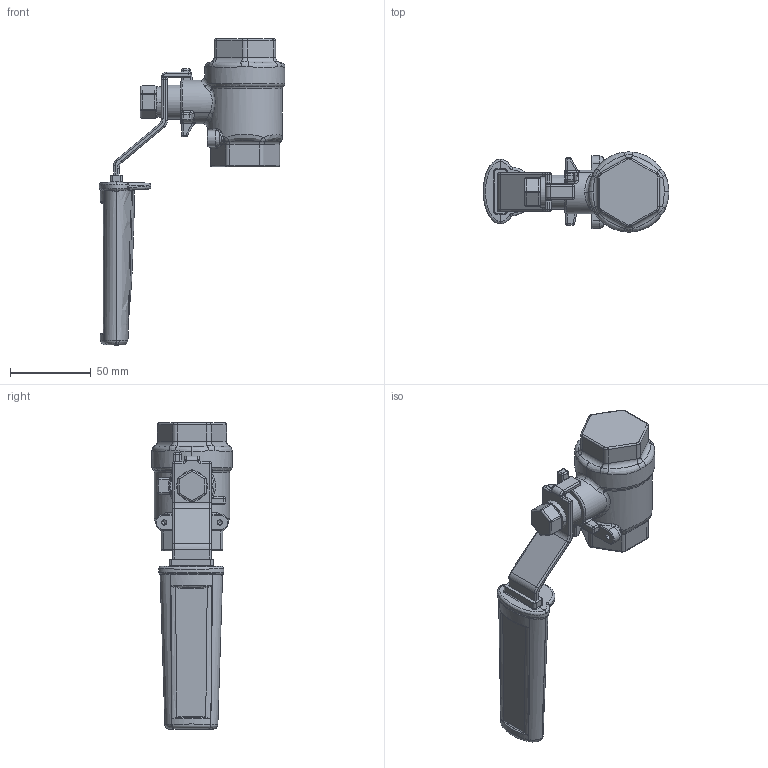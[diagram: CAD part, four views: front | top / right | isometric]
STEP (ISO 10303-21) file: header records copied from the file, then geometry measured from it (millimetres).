
FILE_DESCRIPTION(('CATIA V5 STEP Exchange'),'2;1');
FILE_NAME('STEP_240600_-_TST.stp','2017-06-20T13:01:57+00:00',('none'),('none'),'CATIA Version 5-6 Release 2014 SP5','CATIA V5 STEP AP203','none');
FILE_SCHEMA(('CONFIG_CONTROL_DESIGN'));
Length unit declared in the file: millimetre
Products named in the file (1): 240600 - TST
Bounding box: 114.75 x 49.48 x 189.13 mm (x, y, z)
Volume: 202733.6 mm3; surface area: 32640.3 mm2
Topology: 1 solids, 1 shells, 508 faces, 1167 edges, 615 vertices
Faces by surface type: cylinder 170, bspline 154, plane 77, torus 60, sphere 38, cone 6, revolution 2, extrusion 1
Entity records: 25082 total; most frequent: CARTESIAN_POINT 15546, ORIENTED_EDGE 2230, DIRECTION 1355, EDGE_CURVE 1115, AXIS2_PLACEMENT_3D 690, VERTEX_POINT 615, EDGE_LOOP 518, ADVANCED_FACE 508
